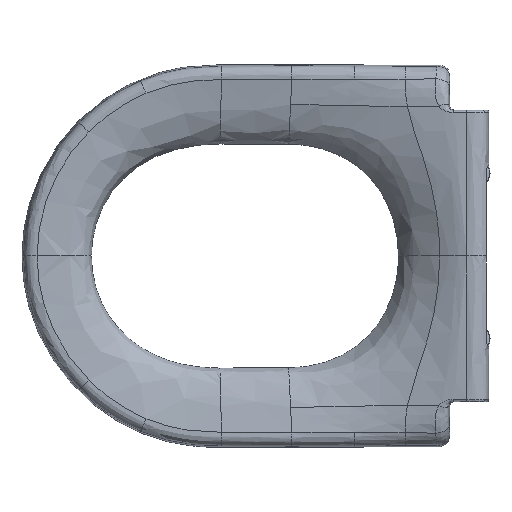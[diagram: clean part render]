
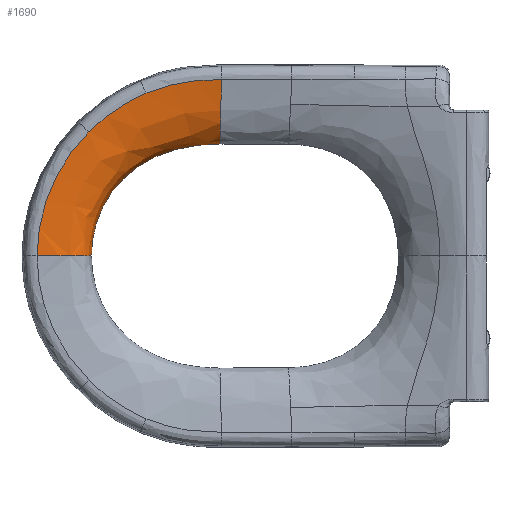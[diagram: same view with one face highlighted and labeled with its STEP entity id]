
A CAD part, top view. The second image highlights one B-rep face of the part: STEP entity #1690.
In plain terms, the highlighted free-form (B-spline) face has degree [3, 5] with [4, 6] control points.
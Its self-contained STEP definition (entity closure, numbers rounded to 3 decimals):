
#60=B_SPLINE_SURFACE_WITH_KNOTS('',3,5,((#6407,#6408,#6409,#6410,#6411,
#6412),(#6413,#6414,#6415,#6416,#6417,#6418),(#6419,#6420,#6421,#6422,#6423,
#6424),(#6425,#6426,#6427,#6428,#6429,#6430)),.UNSPECIFIED.,.F.,.F.,.F.,
(4,4),(6,6),(0.,1.),(0.,1.),.UNSPECIFIED.);
#342=FACE_OUTER_BOUND('',#2154,.T.);
#679=B_SPLINE_CURVE_WITH_KNOTS('',3,(#6352,#6353,#6354,#6355,#6356,#6357,
#6358,#6359,#6360,#6361,#6362,#6363),.UNSPECIFIED.,.F.,.F.,(4,2,2,2,2,4),
(0.,0.25,0.5,0.75,0.875,1.),
 .UNSPECIFIED.);
#680=B_SPLINE_CURVE_WITH_KNOTS('',5,(#6366,#6367,#6368,#6369,#6370,#6371,
#6372,#6373,#6374,#6375,#6376),.UNSPECIFIED.,.F.,.F.,(6,5,6),(0.,0.01,
1.),.UNSPECIFIED.);
#681=B_SPLINE_CURVE_WITH_KNOTS('',3,(#6378,#6379,#6380,#6381),
 .UNSPECIFIED.,.F.,.F.,(4,4),(0.,1.),.UNSPECIFIED.);
#682=B_SPLINE_CURVE_WITH_KNOTS('',3,(#6383,#6384,#6385,#6386,#6387,#6388,
#6389,#6390),.UNSPECIFIED.,.F.,.F.,(4,2,2,4),(0.,0.5,0.75,
1.),.UNSPECIFIED.);
#683=B_SPLINE_CURVE_WITH_KNOTS('',6,(#6400,#6401,#6402,#6403,#6404,#6405,
#6406),.UNSPECIFIED.,.F.,.F.,(7,7),(0.,1.),.UNSPECIFIED.);
#1216=(
BOUNDED_CURVE()
B_SPLINE_CURVE(6,(#6392,#6393,#6394,#6395,#6396,#6397,#6398),
 .UNSPECIFIED.,.F.,.F.)
B_SPLINE_CURVE_WITH_KNOTS((7,7),(0.,1.),.UNSPECIFIED.)
CURVE()
GEOMETRIC_REPRESENTATION_ITEM()
RATIONAL_B_SPLINE_CURVE((1.,1.,1.,1.,1.,1.,1.))
REPRESENTATION_ITEM('')
);
#1690=ADVANCED_FACE('',(#342),#60,.T.);
#2154=EDGE_LOOP('',(#2575,#2576,#2577,#2578,#2579,#2580));
#2575=ORIENTED_EDGE('',*,*,#4848,.T.);
#2576=ORIENTED_EDGE('',*,*,#4849,.F.);
#2577=ORIENTED_EDGE('',*,*,#4850,.F.);
#2578=ORIENTED_EDGE('',*,*,#4851,.F.);
#2579=ORIENTED_EDGE('',*,*,#4852,.F.);
#2580=ORIENTED_EDGE('',*,*,#4853,.F.);
#4305=VERTEX_POINT('',#6364);
#4306=VERTEX_POINT('',#6365);
#4307=VERTEX_POINT('',#6377);
#4308=VERTEX_POINT('',#6382);
#4309=VERTEX_POINT('',#6391);
#4310=VERTEX_POINT('',#6399);
#4848=EDGE_CURVE('',#4305,#4306,#679,.T.);
#4849=EDGE_CURVE('',#4307,#4306,#680,.T.);
#4850=EDGE_CURVE('',#4308,#4307,#681,.T.);
#4851=EDGE_CURVE('',#4309,#4308,#682,.T.);
#4852=EDGE_CURVE('',#4310,#4309,#1216,.T.);
#4853=EDGE_CURVE('',#4305,#4310,#683,.T.);
#6352=CARTESIAN_POINT('',(-407.851,0.,2.113));
#6353=CARTESIAN_POINT('',(-402.708,0.,2.005));
#6354=CARTESIAN_POINT('',(-397.585,0.,1.735));
#6355=CARTESIAN_POINT('',(-387.41,0.,0.611));
#6356=CARTESIAN_POINT('',(-382.352,0.,-0.222));
#6357=CARTESIAN_POINT('',(-372.413,0.,-3.171));
#6358=CARTESIAN_POINT('',(-367.577,0.,-5.269));
#6359=CARTESIAN_POINT('',(-361.817,0.,-10.429));
#6360=CARTESIAN_POINT('',(-360.189,0.,-12.499));
#6361=CARTESIAN_POINT('',(-357.897,0.,-17.167));
#6362=CARTESIAN_POINT('',(-357.25,0.,-19.691));
#6363=CARTESIAN_POINT('',(-357.,0.,-22.287));
#6364=CARTESIAN_POINT('',(-407.851,0.,2.113));
#6365=CARTESIAN_POINT('',(-357.,0.,-22.287));
#6366=CARTESIAN_POINT('',(-235.613,104.97,-27.375));
#6367=CARTESIAN_POINT('',(-235.792,104.968,-27.367));
#6368=CARTESIAN_POINT('',(-235.971,104.967,-27.36));
#6369=CARTESIAN_POINT('',(-236.151,104.965,-27.352));
#6370=CARTESIAN_POINT('',(-236.33,104.963,-27.345));
#6371=CARTESIAN_POINT('',(-236.509,104.961,-27.337));
#6372=CARTESIAN_POINT('',(-254.431,104.791,-26.586));
#6373=CARTESIAN_POINT('',(-296.128,104.237,-24.838));
#6374=CARTESIAN_POINT('',(-335.363,83.665,-23.194));
#6375=CARTESIAN_POINT('',(-357.,42.656,-22.287));
#6376=CARTESIAN_POINT('',(-357.,0.,-22.287));
#6377=CARTESIAN_POINT('',(-236.509,104.961,-27.337));
#6378=CARTESIAN_POINT('',(-235.068,165.233,1.019));
#6379=CARTESIAN_POINT('',(-235.877,134.022,-2.747));
#6380=CARTESIAN_POINT('',(-236.45,107.662,-8.914));
#6381=CARTESIAN_POINT('',(-236.509,104.961,-27.337));
#6382=CARTESIAN_POINT('',(-235.069,165.233,1.019));
#6383=CARTESIAN_POINT('',(-305.82,152.498,1.274));
#6384=CARTESIAN_POINT('',(-294.691,157.165,1.214));
#6385=CARTESIAN_POINT('',(-283.029,160.557,1.162));
#6386=CARTESIAN_POINT('',(-265.185,163.612,1.096));
#6387=CARTESIAN_POINT('',(-259.181,164.29,1.076));
#6388=CARTESIAN_POINT('',(-247.139,165.08,1.043));
#6389=CARTESIAN_POINT('',(-241.103,165.181,1.03));
#6390=CARTESIAN_POINT('',(-235.069,165.233,1.019));
#6391=CARTESIAN_POINT('',(-305.82,152.498,1.274));
#6392=CARTESIAN_POINT('',(-359.472,116.193,1.655));
#6393=CARTESIAN_POINT('',(-351.815,123.903,1.588));
#6394=CARTESIAN_POINT('',(-343.565,131.024,1.519));
#6395=CARTESIAN_POINT('',(-334.778,137.496,1.451));
#6396=CARTESIAN_POINT('',(-325.519,143.278,1.387));
#6397=CARTESIAN_POINT('',(-315.841,148.296,1.328));
#6398=CARTESIAN_POINT('',(-305.82,152.498,1.274));
#6399=CARTESIAN_POINT('',(-359.472,116.193,1.655));
#6400=CARTESIAN_POINT('',(-407.851,0.,2.113));
#6401=CARTESIAN_POINT('',(-407.851,21.525,2.112));
#6402=CARTESIAN_POINT('',(-404.554,43.058,2.093));
#6403=CARTESIAN_POINT('',(-397.548,63.913,2.024));
#6404=CARTESIAN_POINT('',(-387.492,83.337,1.92));
#6405=CARTESIAN_POINT('',(-374.639,100.919,1.789));
#6406=CARTESIAN_POINT('',(-359.472,116.193,1.655));
#6407=CARTESIAN_POINT('',(-236.506,104.961,-27.337));
#6408=CARTESIAN_POINT('',(-254.425,104.791,-26.586));
#6409=CARTESIAN_POINT('',(-296.125,104.239,-24.838));
#6410=CARTESIAN_POINT('',(-335.363,83.668,-23.194));
#6411=CARTESIAN_POINT('',(-357.001,42.656,-22.287));
#6412=CARTESIAN_POINT('',(-357.,-0.002,-22.287));
#6413=CARTESIAN_POINT('',(-236.446,107.689,-8.731));
#6414=CARTESIAN_POINT('',(-254.94,107.437,-8.311));
#6415=CARTESIAN_POINT('',(-297.661,106.633,-7.259));
#6416=CARTESIAN_POINT('',(-337.886,86.559,-6.498));
#6417=CARTESIAN_POINT('',(-358.636,43.889,-5.327));
#6418=CARTESIAN_POINT('',(-358.635,-0.002,-5.327));
#6419=CARTESIAN_POINT('',(-235.861,134.547,-2.626));
#6420=CARTESIAN_POINT('',(-260.483,134.145,-2.377));
#6421=CARTESIAN_POINT('',(-313.306,132.903,-1.758));
#6422=CARTESIAN_POINT('',(-360.807,98.01,1.456));
#6423=CARTESIAN_POINT('',(-376.263,45.123,1.527));
#6424=CARTESIAN_POINT('',(-376.262,-0.002,1.527));
#6425=CARTESIAN_POINT('',(-235.04,166.164,1.13));
#6426=CARTESIAN_POINT('',(-269.532,165.833,1.185));
#6427=CARTESIAN_POINT('',(-325.868,165.003,1.259));
#6428=CARTESIAN_POINT('',(-393.383,115.424,2.057));
#6429=CARTESIAN_POINT('',(-408.426,46.356,2.124));
#6430=CARTESIAN_POINT('',(-408.425,-0.002,2.124));
